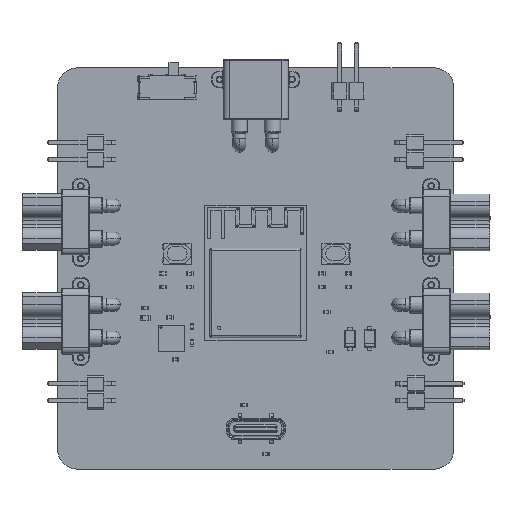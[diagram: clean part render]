
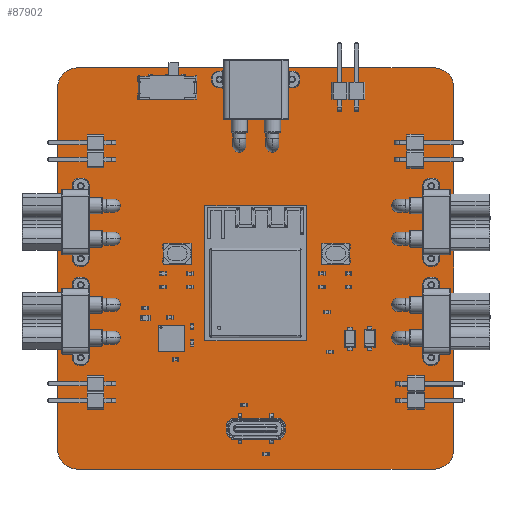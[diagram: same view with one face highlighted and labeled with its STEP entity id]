
A CAD part, top view. The second image highlights one B-rep face of the part: STEP entity #87902.
In plain terms, the highlighted planar face has unit normal (0, 0, 1).
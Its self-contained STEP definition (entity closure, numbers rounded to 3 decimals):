
#87753 = VERTEX_POINT('',#87754);
#87754 = CARTESIAN_POINT('',(207.,-64.243,1.6));
#87760 = EDGE_CURVE('',#87753,#87761,#87763,.T.);
#87761 = VERTEX_POINT('',#87762);
#87762 = CARTESIAN_POINT('',(210.,-67.243,1.6));
#87763 = CIRCLE('',#87764,3.);
#87764 = AXIS2_PLACEMENT_3D('',#87765,#87766,#87767);
#87765 = CARTESIAN_POINT('',(207.,-67.243,1.6));
#87766 = DIRECTION('',(0.,0.,-1.));
#87767 = DIRECTION('',(0.,1.,0.));
#87795 = VERTEX_POINT('',#87796);
#87796 = CARTESIAN_POINT('',(153.,-64.243,1.6));
#87802 = EDGE_CURVE('',#87795,#87753,#87803,.T.);
#87803 = LINE('',#87804,#87805);
#87804 = CARTESIAN_POINT('',(153.,-64.243,1.6));
#87805 = VECTOR('',#87806,1.);
#87806 = DIRECTION('',(1.,0.,0.));
#87824 = EDGE_CURVE('',#87761,#87825,#87827,.T.);
#87825 = VERTEX_POINT('',#87826);
#87826 = CARTESIAN_POINT('',(210.,-122.,1.6));
#87827 = LINE('',#87828,#87829);
#87828 = CARTESIAN_POINT('',(210.,-67.243,1.6));
#87829 = VECTOR('',#87830,1.);
#87830 = DIRECTION('',(0.,-1.,0.));
#87902 = ADVANCED_FACE('',(#87903),#87949,.T.);
#87903 = FACE_BOUND('',#87904,.T.);
#87904 = EDGE_LOOP('',(#87905,#87906,#87907,#87916,#87924,#87933,#87941,
    #87948));
#87905 = ORIENTED_EDGE('',*,*,#87760,.F.);
#87906 = ORIENTED_EDGE('',*,*,#87802,.F.);
#87907 = ORIENTED_EDGE('',*,*,#87908,.F.);
#87908 = EDGE_CURVE('',#87909,#87795,#87911,.T.);
#87909 = VERTEX_POINT('',#87910);
#87910 = CARTESIAN_POINT('',(150.,-67.243,1.6));
#87911 = CIRCLE('',#87912,3.);
#87912 = AXIS2_PLACEMENT_3D('',#87913,#87914,#87915);
#87913 = CARTESIAN_POINT('',(153.,-67.243,1.6));
#87914 = DIRECTION('',(0.,0.,-1.));
#87915 = DIRECTION('',(-1.,0.,0.));
#87916 = ORIENTED_EDGE('',*,*,#87917,.F.);
#87917 = EDGE_CURVE('',#87918,#87909,#87920,.T.);
#87918 = VERTEX_POINT('',#87919);
#87919 = CARTESIAN_POINT('',(150.,-122.,1.6));
#87920 = LINE('',#87921,#87922);
#87921 = CARTESIAN_POINT('',(150.,-122.,1.6));
#87922 = VECTOR('',#87923,1.);
#87923 = DIRECTION('',(0.,1.,0.));
#87924 = ORIENTED_EDGE('',*,*,#87925,.F.);
#87925 = EDGE_CURVE('',#87926,#87918,#87928,.T.);
#87926 = VERTEX_POINT('',#87927);
#87927 = CARTESIAN_POINT('',(153.,-125.,1.6));
#87928 = CIRCLE('',#87929,3.);
#87929 = AXIS2_PLACEMENT_3D('',#87930,#87931,#87932);
#87930 = CARTESIAN_POINT('',(153.,-122.,1.6));
#87931 = DIRECTION('',(0.,0.,-1.));
#87932 = DIRECTION('',(0.,-1.,-0.));
#87933 = ORIENTED_EDGE('',*,*,#87934,.F.);
#87934 = EDGE_CURVE('',#87935,#87926,#87937,.T.);
#87935 = VERTEX_POINT('',#87936);
#87936 = CARTESIAN_POINT('',(207.,-125.,1.6));
#87937 = LINE('',#87938,#87939);
#87938 = CARTESIAN_POINT('',(207.,-125.,1.6));
#87939 = VECTOR('',#87940,1.);
#87940 = DIRECTION('',(-1.,0.,0.));
#87941 = ORIENTED_EDGE('',*,*,#87942,.F.);
#87942 = EDGE_CURVE('',#87825,#87935,#87943,.T.);
#87943 = CIRCLE('',#87944,3.);
#87944 = AXIS2_PLACEMENT_3D('',#87945,#87946,#87947);
#87945 = CARTESIAN_POINT('',(207.,-122.,1.6));
#87946 = DIRECTION('',(0.,0.,-1.));
#87947 = DIRECTION('',(1.,0.,0.));
#87948 = ORIENTED_EDGE('',*,*,#87824,.F.);
#87949 = PLANE('',#87950);
#87950 = AXIS2_PLACEMENT_3D('',#87951,#87952,#87953);
#87951 = CARTESIAN_POINT('',(180.,-94.621,1.6));
#87952 = DIRECTION('',(0.,0.,1.));
#87953 = DIRECTION('',(1.,0.,-0.));
